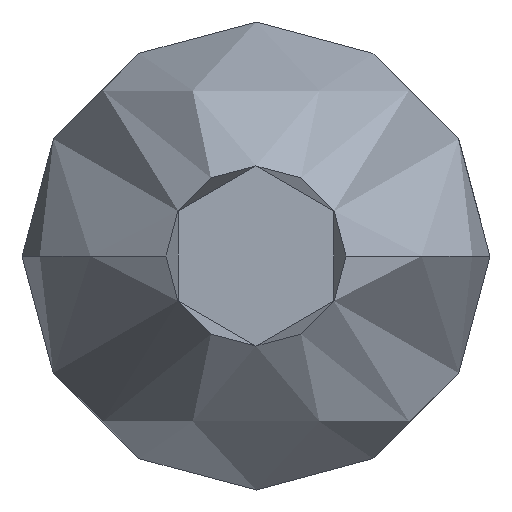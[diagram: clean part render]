
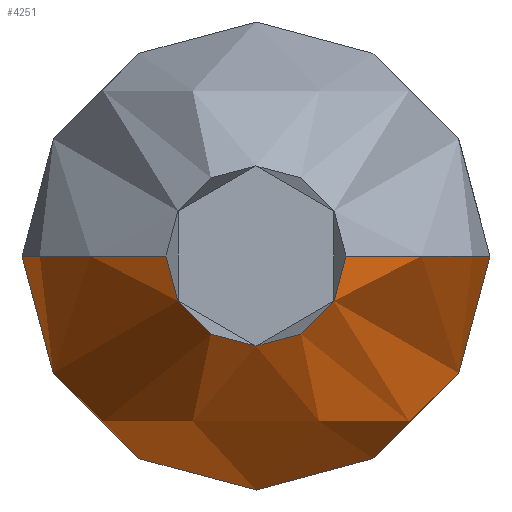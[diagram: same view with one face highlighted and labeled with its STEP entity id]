
A CAD part, front view. The second image highlights one B-rep face of the part: STEP entity #4251.
In plain terms, the highlighted spherical face has radius 0.39 mm.
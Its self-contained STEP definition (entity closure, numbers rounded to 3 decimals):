
#4 = VERTEX_POINT ( 'NONE', #1197 ) ;
#17 = CARTESIAN_POINT ( 'NONE',  ( 0., -36.3, 0. ) ) ;
#94 = AXIS2_PLACEMENT_3D ( 'NONE', #2603, #477, #3314 ) ;
#141 = VERTEX_POINT ( 'NONE', #196 ) ;
#146 = EDGE_CURVE ( 'NONE', #4, #4594, #4253, .T. ) ;
#173 = EDGE_LOOP ( 'NONE', ( #843, #3821, #3415, #2253, #3659, #2135 ) ) ;
#196 = CARTESIAN_POINT ( 'NONE',  ( 0., -35.94, -0.39 ) ) ;
#242 = VERTEX_POINT ( 'NONE', #996 ) ;
#249 = AXIS2_PLACEMENT_3D ( 'NONE', #4305, #3586, #387 ) ;
#387 = DIRECTION ( 'NONE',  ( 0., 0., -1. ) ) ;
#477 = DIRECTION ( 'NONE',  ( 0., 1., 0. ) ) ;
#733 = DIRECTION ( 'NONE',  ( 0., 0., -1. ) ) ;
#843 = ORIENTED_EDGE ( 'NONE', *, *, #3572, .F. ) ;
#854 = CARTESIAN_POINT ( 'NONE',  ( 0.15, -36.3, 0. ) ) ;
#996 = CARTESIAN_POINT ( 'NONE',  ( 0., -36.3, -0.15 ) ) ;
#1036 = AXIS2_PLACEMENT_3D ( 'NONE', #1230, #3036, #1961 ) ;
#1174 = CIRCLE ( 'NONE', #94, 0.39 ) ;
#1197 = CARTESIAN_POINT ( 'NONE',  ( -0.15, -36.3, 0. ) ) ;
#1226 = DIRECTION ( 'NONE',  ( -1., 0., 0. ) ) ;
#1230 = CARTESIAN_POINT ( 'NONE',  ( 0., -35.94, 0. ) ) ;
#1488 = CARTESIAN_POINT ( 'NONE',  ( 0.39, -35.94, 0. ) ) ;
#1747 = AXIS2_PLACEMENT_3D ( 'NONE', #3439, #2716, #2048 ) ;
#1869 = AXIS2_PLACEMENT_3D ( 'NONE', #17, #3613, #733 ) ;
#1947 = CIRCLE ( 'NONE', #1747, 0.39 ) ;
#1961 = DIRECTION ( 'NONE',  ( 1., 0., 0. ) ) ;
#2048 = DIRECTION ( 'NONE',  ( 0., -1., 0. ) ) ;
#2135 = ORIENTED_EDGE ( 'NONE', *, *, #3093, .F. ) ;
#2137 = CARTESIAN_POINT ( 'NONE',  ( -0.39, -35.94, 0. ) ) ;
#2253 = ORIENTED_EDGE ( 'NONE', *, *, #3962, .F. ) ;
#2496 = CIRCLE ( 'NONE', #249, 0.15 ) ;
#2523 = EDGE_CURVE ( 'Defeature ausgef�hrt2_5+Defeature ausgef�hrt2_4+Defeature ausgef�hrt2_4+Defeature ausgef�hrt2_4', #141, #4594, #1174, .T. ) ;
#2603 = CARTESIAN_POINT ( 'NONE',  ( 0., -35.94, 0. ) ) ;
#2674 = DIRECTION ( 'NONE',  ( 0., 0., -1. ) ) ;
#2716 = DIRECTION ( 'NONE',  ( 0., 0., 1. ) ) ;
#2827 = CARTESIAN_POINT ( 'NONE',  ( 0., -35.94, 0. ) ) ;
#2843 = VERTEX_POINT ( 'NONE', #1488 ) ;
#2940 = SPHERICAL_SURFACE ( 'NONE', #1036, 0.39 ) ;
#3002 = AXIS2_PLACEMENT_3D ( 'NONE', #4441, #2674, #1226 ) ;
#3036 = DIRECTION ( 'NONE',  ( 0., 0., -1. ) ) ;
#3093 = EDGE_CURVE ( 'Defeature ausgef�hrt2_15+Defeature ausgef�hrt2_4+Defeature ausgef�hrt2_4+Defeature ausgef�hrt2_4', #242, #4383, #2496, .T. ) ;
#3165 = FACE_OUTER_BOUND ( 'NONE', #173, .T. ) ;
#3314 = DIRECTION ( 'NONE',  ( 0., 0., 1. ) ) ;
#3415 = ORIENTED_EDGE ( 'NONE', *, *, #2523, .F. ) ;
#3439 = CARTESIAN_POINT ( 'NONE',  ( 0., -35.94, 0. ) ) ;
#3504 = AXIS2_PLACEMENT_3D ( 'NONE', #2827, #3882, #3898 ) ;
#3572 = EDGE_CURVE ( 'Defeature ausgef�hrt2_15+Defeature ausgef�hrt2_4+Defeature ausgef�hrt2_4+Defeature ausgef�hrt2_4', #4, #242, #3729, .T. ) ;
#3586 = DIRECTION ( 'NONE',  ( 0., -1., 0. ) ) ;
#3613 = DIRECTION ( 'NONE',  ( 0., -1., 0. ) ) ;
#3659 = ORIENTED_EDGE ( 'NONE', *, *, #3850, .F. ) ;
#3729 = CIRCLE ( 'NONE', #1869, 0.15 ) ;
#3821 = ORIENTED_EDGE ( 'NONE', *, *, #146, .T. ) ;
#3850 = EDGE_CURVE ( 'NONE', #4383, #2843, #1947, .T. ) ;
#3882 = DIRECTION ( 'NONE',  ( 0., 1., 0. ) ) ;
#3898 = DIRECTION ( 'NONE',  ( 0., 0., 1. ) ) ;
#3962 = EDGE_CURVE ( 'Defeature ausgef�hrt2_5+Defeature ausgef�hrt2_4+Defeature ausgef�hrt2_4+Defeature ausgef�hrt2_4', #2843, #141, #4517, .T. ) ;
#4251 = ADVANCED_FACE ( 'Defeature ausgef�hrt2_4', ( #3165 ), #2940, .T. ) ;
#4253 = CIRCLE ( 'NONE', #3002, 0.39 ) ;
#4305 = CARTESIAN_POINT ( 'NONE',  ( 0., -36.3, 0. ) ) ;
#4383 = VERTEX_POINT ( 'NONE', #854 ) ;
#4441 = CARTESIAN_POINT ( 'NONE',  ( 0., -35.94, 0. ) ) ;
#4517 = CIRCLE ( 'NONE', #3504, 0.39 ) ;
#4594 = VERTEX_POINT ( 'NONE', #2137 ) ;
